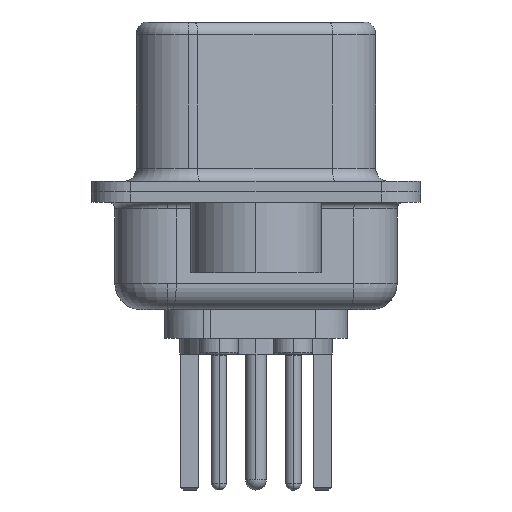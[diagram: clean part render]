
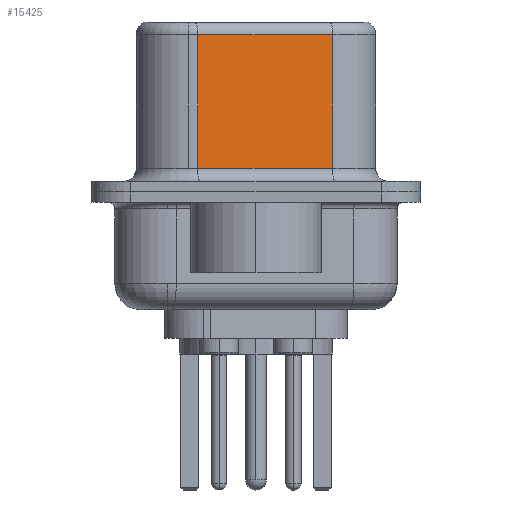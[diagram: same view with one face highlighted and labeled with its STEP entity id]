
A CAD part, left-side view. The second image highlights one B-rep face of the part: STEP entity #15425.
In plain terms, the highlighted planar face has unit normal (-0.985, -0.174, 0).
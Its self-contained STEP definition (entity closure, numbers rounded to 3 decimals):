
#297 = EDGE_CURVE ( 'NONE', #4007, #5119, #6513, .T. ) ;
#544 = CARTESIAN_POINT ( 'NONE',  ( 4.585, -2.927, 0.9 ) ) ;
#700 = DIRECTION ( 'NONE',  ( -0.174, 0.985, 0. ) ) ;
#1451 = EDGE_CURVE ( 'NONE', #10489, #4007, #6823, .T. ) ;
#1529 = VERTEX_POINT ( 'NONE', #21525 ) ;
#2993 = VECTOR ( 'NONE', #15792, 1000. ) ;
#3356 = DIRECTION ( 'NONE',  ( 0., 0., -1. ) ) ;
#3589 = ORIENTED_EDGE ( 'NONE', *, *, #1451, .T. ) ;
#3863 = AXIS2_PLACEMENT_3D ( 'NONE', #9719, #11762, #700 ) ;
#4007 = VERTEX_POINT ( 'NONE', #4067 ) ;
#4067 = CARTESIAN_POINT ( 'NONE',  ( 3.675, 2.233, 0.9 ) ) ;
#4653 = CARTESIAN_POINT ( 'NONE',  ( 3.675, 2.233, 6.02 ) ) ;
#5119 = VERTEX_POINT ( 'NONE', #544 ) ;
#6363 = PLANE ( 'NONE',  #3863 ) ;
#6384 = EDGE_CURVE ( 'NONE', #1529, #5119, #7787, .T. ) ;
#6513 = LINE ( 'NONE', #17817, #14769 ) ;
#6823 = LINE ( 'NONE', #18281, #10531 ) ;
#7065 = DIRECTION ( 'NONE',  ( -0.174, 0.985, 0. ) ) ;
#7787 = LINE ( 'NONE', #14266, #2993 ) ;
#9719 = CARTESIAN_POINT ( 'NONE',  ( 4.585, -2.927, 6.52 ) ) ;
#10489 = VERTEX_POINT ( 'NONE', #4653 ) ;
#10491 = LINE ( 'NONE', #10665, #14737 ) ;
#10531 = VECTOR ( 'NONE', #3356, 1000. ) ;
#10665 = CARTESIAN_POINT ( 'NONE',  ( 4.585, -2.927, 6.02 ) ) ;
#11208 = EDGE_CURVE ( 'NONE', #1529, #10489, #10491, .T. ) ;
#11534 = ORIENTED_EDGE ( 'NONE', *, *, #297, .T. ) ;
#11762 = DIRECTION ( 'NONE',  ( 0.985, 0.174, 0. ) ) ;
#13958 = ORIENTED_EDGE ( 'NONE', *, *, #11208, .T. ) ;
#14266 = CARTESIAN_POINT ( 'NONE',  ( 4.585, -2.927, 6.52 ) ) ;
#14737 = VECTOR ( 'NONE', #7065, 1000. ) ;
#14769 = VECTOR ( 'NONE', #15932, 1000. ) ;
#15425 = ADVANCED_FACE ( 'NONE', ( #20844 ), #6363, .F. ) ;
#15792 = DIRECTION ( 'NONE',  ( 0., 0., -1. ) ) ;
#15932 = DIRECTION ( 'NONE',  ( 0.174, -0.985, 0. ) ) ;
#16765 = ORIENTED_EDGE ( 'NONE', *, *, #6384, .F. ) ;
#17817 = CARTESIAN_POINT ( 'NONE',  ( 4.585, -2.927, 0.9 ) ) ;
#18281 = CARTESIAN_POINT ( 'NONE',  ( 3.675, 2.233, 6.52 ) ) ;
#19575 = EDGE_LOOP ( 'NONE', ( #16765, #13958, #3589, #11534 ) ) ;
#20844 = FACE_OUTER_BOUND ( 'NONE', #19575, .T. ) ;
#21525 = CARTESIAN_POINT ( 'NONE',  ( 4.585, -2.927, 6.02 ) ) ;
